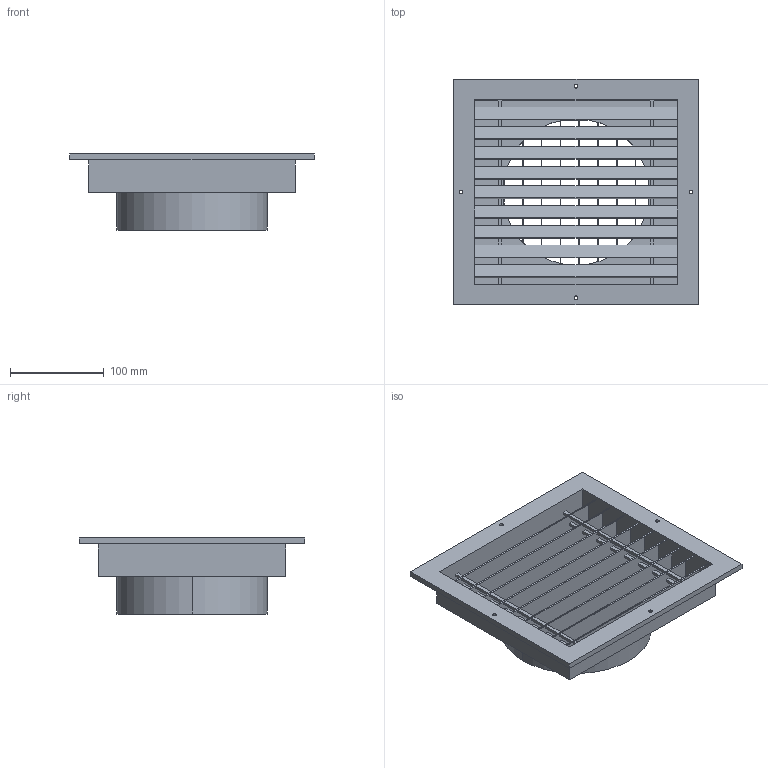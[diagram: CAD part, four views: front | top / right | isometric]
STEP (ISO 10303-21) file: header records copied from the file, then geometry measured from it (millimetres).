
FILE_DESCRIPTION (( 'STEP AP214' ), '1' );
FILE_NAME ('MGE160.STEP', '2020-06-05T13:24:53', ( '' ), ( '' ), 'SwSTEP 2.0', 'SolidWorks 2017', '' );
FILE_SCHEMA (( 'AUTOMOTIVE_DESIGN' ));
Length unit declared in the file: millimetre
Products named in the file (1): MGE160
Bounding box: 260 x 240 x 81 mm (x, y, z)
Volume: 305838.3 mm3; surface area: 375796 mm2
Topology: 1 solids, 1 shells, 488 faces, 1587 edges, 1058 vertices
Faces by surface type: plane 449, cylinder 39
Entity records: 22018 total; most frequent: ORIENTED_EDGE 3174, CARTESIAN_POINT 3134, DIRECTION 2707, EDGE_CURVE 1587, VECTOR 1445, LINE 1445, VERTEX_POINT 1058, EDGE_LOOP 679
